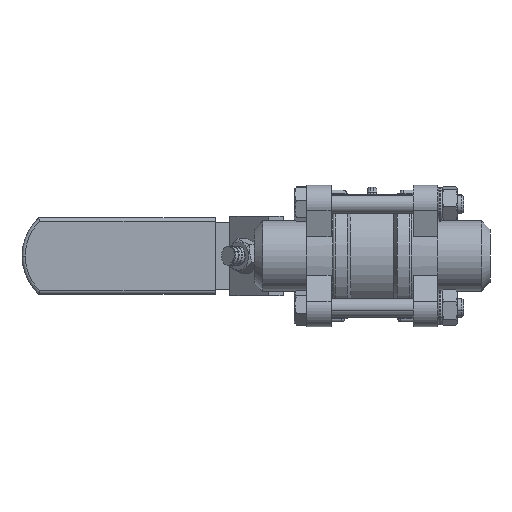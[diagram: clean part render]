
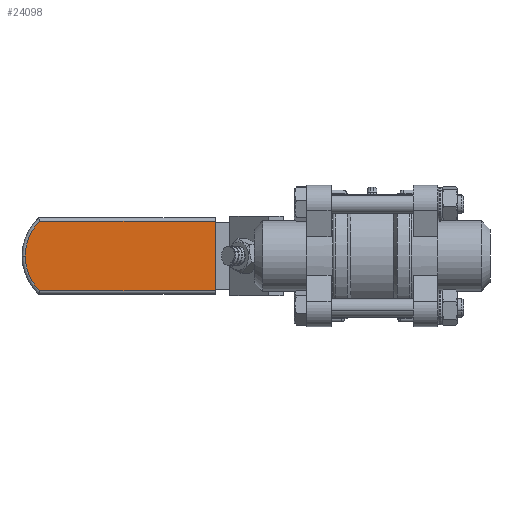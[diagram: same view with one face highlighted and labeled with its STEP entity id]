
A CAD part, front view. The second image highlights one B-rep face of the part: STEP entity #24098.
In plain terms, the highlighted face is planar.
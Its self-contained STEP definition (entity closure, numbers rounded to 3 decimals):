
#877 = VERTEX_POINT ( 'NONE', #11461 ) ;
#1649 = DIRECTION ( 'NONE',  ( 1., 0., 0. ) ) ;
#3574 = EDGE_LOOP ( 'NONE', ( #18323, #29378, #22527, #4447, #4503 ) ) ;
#3918 = DIRECTION ( 'NONE',  ( 0., 0., 1. ) ) ;
#4281 = EDGE_CURVE ( 'NONE', #14031, #6596, #4353, .T. ) ;
#4353 = LINE ( 'NONE', #17054, #16794 ) ;
#4447 = ORIENTED_EDGE ( 'NONE', *, *, #4281, .F. ) ;
#4503 = ORIENTED_EDGE ( 'NONE', *, *, #16199, .T. ) ;
#6083 = CARTESIAN_POINT ( 'NONE',  ( 0., -11.1, 2.75 ) ) ;
#6596 = VERTEX_POINT ( 'NONE', #19744 ) ;
#6894 = CARTESIAN_POINT ( 'NONE',  ( 45., 0., 2.75 ) ) ;
#7131 = VECTOR ( 'NONE', #24949, 1000. ) ;
#8311 = VERTEX_POINT ( 'NONE', #27558 ) ;
#8828 = CARTESIAN_POINT ( 'NONE',  ( 45., 0., 2.75 ) ) ;
#9383 = DIRECTION ( 'NONE',  ( 1., 0., 0. ) ) ;
#9871 = AXIS2_PLACEMENT_3D ( 'NONE', #11475, #28912, #13963 ) ;
#11461 = CARTESIAN_POINT ( 'NONE',  ( 55.819, 11.1, 2.75 ) ) ;
#11475 = CARTESIAN_POINT ( 'NONE',  ( 45., 0., 2.75 ) ) ;
#11790 = AXIS2_PLACEMENT_3D ( 'NONE', #8828, #3918, #21317 ) ;
#13963 = DIRECTION ( 'NONE',  ( 1., 0., 0. ) ) ;
#14031 = VERTEX_POINT ( 'NONE', #6083 ) ;
#16199 = EDGE_CURVE ( 'NONE', #14031, #28728, #17735, .T. ) ;
#16706 = EDGE_CURVE ( 'NONE', #28728, #8311, #30964, .T. ) ;
#16794 = VECTOR ( 'NONE', #31977, 1000. ) ;
#17054 = CARTESIAN_POINT ( 'NONE',  ( 0., -12.1, 2.75 ) ) ;
#17735 = LINE ( 'NONE', #24141, #24371 ) ;
#18323 = ORIENTED_EDGE ( 'NONE', *, *, #16706, .T. ) ;
#18814 = PLANE ( 'NONE',  #11790 ) ;
#19303 = EDGE_CURVE ( 'NONE', #877, #6596, #27023, .T. ) ;
#19744 = CARTESIAN_POINT ( 'NONE',  ( 0., 11.1, 2.75 ) ) ;
#20707 = EDGE_CURVE ( 'NONE', #8311, #877, #20789, .T. ) ;
#20789 = CIRCLE ( 'NONE', #29136, 15.5 ) ;
#21317 = DIRECTION ( 'NONE',  ( -1., 0., 0. ) ) ;
#22442 = CARTESIAN_POINT ( 'NONE',  ( 0., 11.1, 2.75 ) ) ;
#22527 = ORIENTED_EDGE ( 'NONE', *, *, #19303, .T. ) ;
#22916 = CARTESIAN_POINT ( 'NONE',  ( 55.819, -11.1, 2.75 ) ) ;
#24098 = ADVANCED_FACE ( 'NONE', ( #29327 ), #18814, .T. ) ;
#24141 = CARTESIAN_POINT ( 'NONE',  ( 56.218, -11.1, 2.75 ) ) ;
#24314 = DIRECTION ( 'NONE',  ( 0., 0., 1. ) ) ;
#24371 = VECTOR ( 'NONE', #1649, 1000. ) ;
#24949 = DIRECTION ( 'NONE',  ( -1., 0., 0. ) ) ;
#27023 = LINE ( 'NONE', #22442, #7131 ) ;
#27558 = CARTESIAN_POINT ( 'NONE',  ( 60.5, 0., 2.75 ) ) ;
#28728 = VERTEX_POINT ( 'NONE', #22916 ) ;
#28912 = DIRECTION ( 'NONE',  ( 0., 0., 1. ) ) ;
#29136 = AXIS2_PLACEMENT_3D ( 'NONE', #6894, #24314, #9383 ) ;
#29327 = FACE_OUTER_BOUND ( 'NONE', #3574, .T. ) ;
#29378 = ORIENTED_EDGE ( 'NONE', *, *, #20707, .T. ) ;
#30964 = CIRCLE ( 'NONE', #9871, 15.5 ) ;
#31977 = DIRECTION ( 'NONE',  ( 0., 1., 0. ) ) ;
